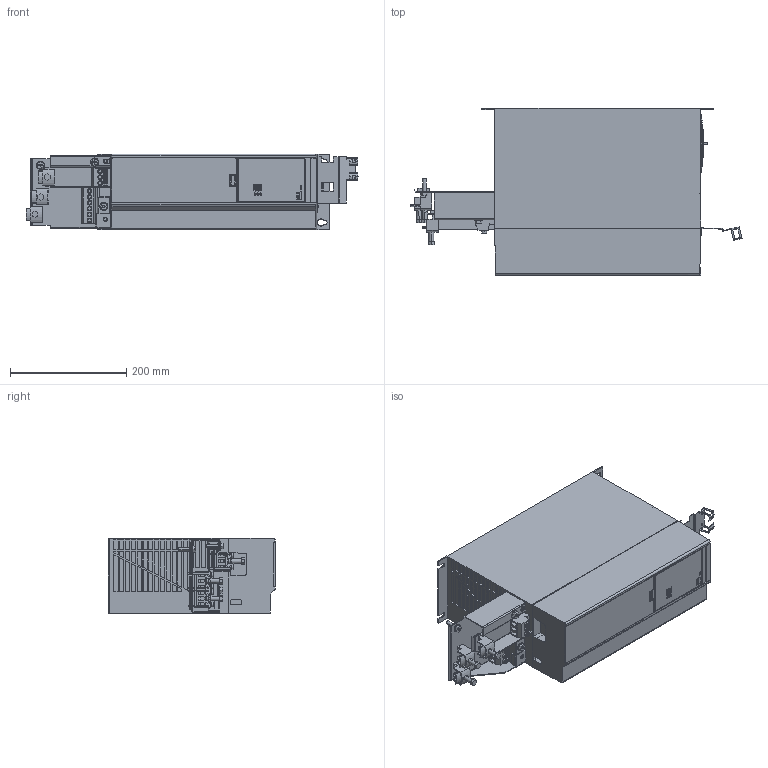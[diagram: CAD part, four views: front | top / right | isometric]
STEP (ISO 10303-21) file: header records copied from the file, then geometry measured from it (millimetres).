
FILE_DESCRIPTION((''),'2;1');
FILE_NAME('PRT0003','2022-01-18T10:41:54',('U251418'),('Danfoss Drives A/S'),'CREO PARAMETRIC BY PTC INC, 2019344','CREO PARAMETRIC BY PTC INC, 2019344','');
FILE_SCHEMA(('CONFIG_CONTROL_DESIGN','GEOMETRIC_VALIDATION_PROPERTIES_MIM'));
Products named in the file (1): PRT0003
Bounding box: 571.15 x 288.21 x 130 mm (x, y, z)
Surface area: 537761 mm2 (no closed solid volume)
Topology: 0 solids, 1 shells, 1620 faces, 4698 edges, 3161 vertices
Faces by surface type: plane 1172, cylinder 263, extrusion 125, cone 45, sphere 11, bspline 4
Entity records: 71613 total; most frequent: CARTESIAN_POINT 12572, ORIENTED_EDGE 9364, DIRECTION 8058, PRESENTATION_STYLE_ASSIGNMENT 5003, STYLED_ITEM 4701, CURVE_STYLE 4700, EDGE_CURVE 4692, VECTOR 3456
